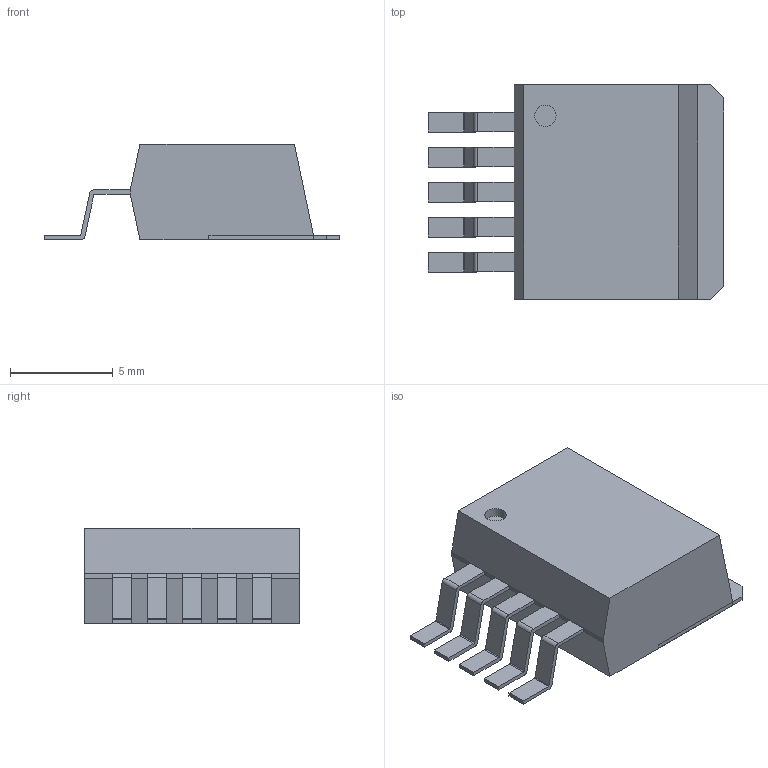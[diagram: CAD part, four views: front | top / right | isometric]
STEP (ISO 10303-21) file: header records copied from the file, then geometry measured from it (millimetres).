
FILE_DESCRIPTION(/* description */ (''),/* implementation_level */ '2;1');
FILE_NAME(/* name */ 'TO263-7P.step',/* time_stamp */ '2022-05-08T22:12:14+06:00',/* author */ (''),/* organization */ (''),/* preprocessor_version */ 'ST-DEVELOPER v18.1',/* originating_system */ 'Autodesk Translation Framework v10.14.0.1471',/* authorisation */ '');
FILE_SCHEMA (('AUTOMOTIVE_DESIGN { 1 0 10303 214 3 1 1 }'));
Length unit declared in the file: millimetre
Products named in the file (2): TO263-7PIN; Model
Assembly tree (1 placements, depth 2):
  TO263-7PIN
    Model
Bounding box: 14.35 x 10.41 x 4.65 mm (x, y, z)
Volume: 417.1 mm3; surface area: 552.3 mm2
Topology: 7 solids, 7 shells, 89 faces, 222 edges, 148 vertices
Faces by surface type: plane 68, cylinder 21
Full cylindrical faces by diameter (mm): 1.041 x1
Entity records: 2699 total; most frequent: CARTESIAN_POINT 462, DIRECTION 448, ORIENTED_EDGE 444, EDGE_CURVE 222, LINE 180, VECTOR 180, VERTEX_POINT 148, AXIS2_PLACEMENT_3D 134
